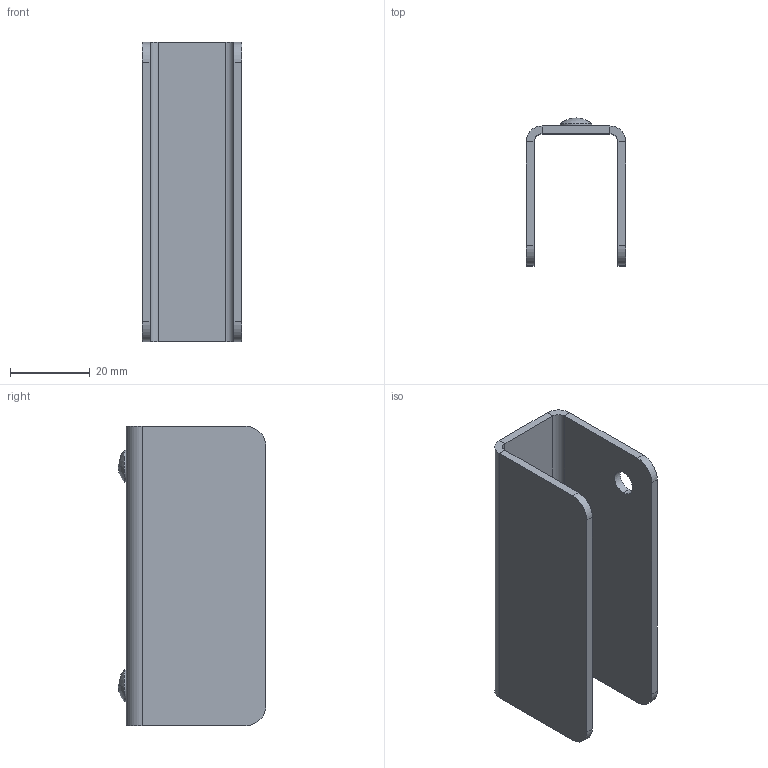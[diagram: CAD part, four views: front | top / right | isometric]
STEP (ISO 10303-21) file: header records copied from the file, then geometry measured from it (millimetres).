
FILE_DESCRIPTION (( 'STEP AP203' ), '1' );
FILE_NAME ('T77650.STEP', '2018-09-11T16:10:57', ( '' ), ( '' ), 'SwSTEP 2.0', 'SolidWorks 2016', '' );
FILE_SCHEMA (( 'CONFIG_CONTROL_DESIGN' ));
Length unit declared in the file: millimetre
Products named in the file (3): TH695; T77650; S3336
Assembly tree (3 placements, depth 2):
  T77650
    TH695
    S3336  x2
Bounding box: 25 x 37 x 75 mm (x, y, z)
Volume: 13289.6 mm3; surface area: 14076.2 mm2
Topology: 3 solids, 3 shells, 38 faces, 82 edges, 50 vertices
Faces by surface type: plane 20, cylinder 14, sphere 4
Entity records: 1235 total; most frequent: DIRECTION 178, CARTESIAN_POINT 154, ORIENTED_EDGE 144, EDGE_CURVE 72, AXIS2_PLACEMENT_3D 67, VECTOR 44, LINE 44, VERTEX_POINT 43
